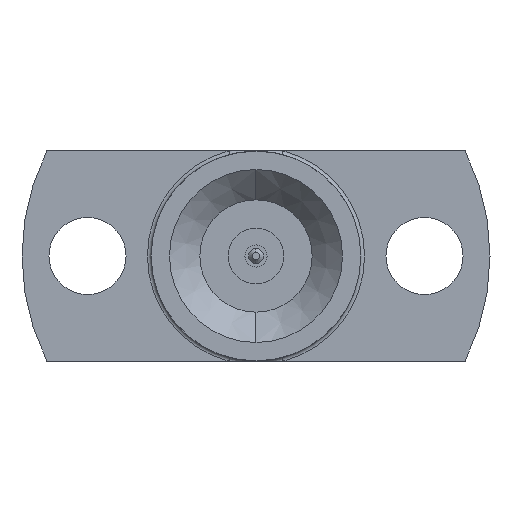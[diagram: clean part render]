
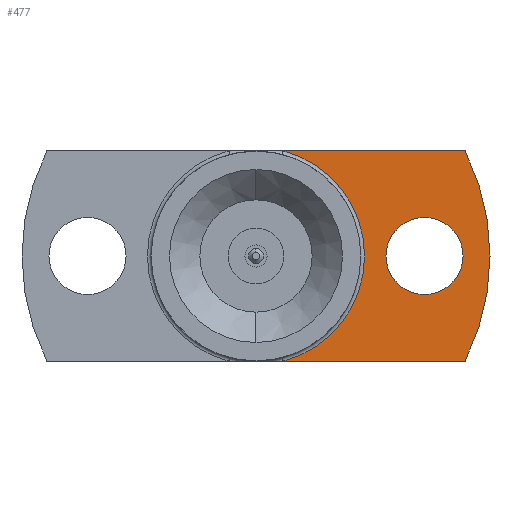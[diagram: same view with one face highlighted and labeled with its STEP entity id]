
A CAD part, left-side view. The second image highlights one B-rep face of the part: STEP entity #477.
In plain terms, the highlighted planar face has unit normal (-1, 0, 0).
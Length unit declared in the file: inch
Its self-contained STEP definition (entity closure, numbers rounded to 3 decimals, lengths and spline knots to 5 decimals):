
#46 = EDGE_CURVE ( 'NONE', #1074, #1309, #1301, .T. ) ;
#84 = CARTESIAN_POINT ( 'NONE',  ( 0.165, -0.225, 0. ) ) ;
#108 = CARTESIAN_POINT ( 'NONE',  ( 0.165, 0.14, 0. ) ) ;
#140 = VERTEX_POINT ( 'NONE', #714 ) ;
#201 = CARTESIAN_POINT ( 'NONE',  ( 0.165, -0.03584, -0.1405 ) ) ;
#252 = LINE ( 'NONE', #361, #297 ) ;
#297 = VECTOR ( 'NONE', #1167, 39.37008 ) ;
#357 = DIRECTION ( 'NONE',  ( 1., 0., 0. ) ) ;
#361 = CARTESIAN_POINT ( 'NONE',  ( 0.165, 0.14, -0.1405 ) ) ;
#366 = CARTESIAN_POINT ( 'NONE',  ( 0.165, 0., 0. ) ) ;
#387 = CARTESIAN_POINT ( 'NONE',  ( 0.165, -0.27913, 0.1405 ) ) ;
#396 = ORIENTED_EDGE ( 'NONE', *, *, #3301, .F. ) ;
#477 = ADVANCED_FACE ( 'NONE', ( #2983, #1372 ), #2750, .F. ) ;
#508 = ORIENTED_EDGE ( 'NONE', *, *, #3266, .T. ) ;
#589 = EDGE_CURVE ( 'NONE', #140, #1108, #1614, .T. ) ;
#713 = AXIS2_PLACEMENT_3D ( 'NONE', #1178, #2246, #2501 ) ;
#714 = CARTESIAN_POINT ( 'NONE',  ( 0.165, -0.225, -0.0515 ) ) ;
#801 = CIRCLE ( 'NONE', #2534, 0.145 ) ;
#816 = EDGE_LOOP ( 'NONE', ( #1381, #3085 ) ) ;
#919 = DIRECTION ( 'NONE',  ( -1., 0., 0. ) ) ;
#960 = VECTOR ( 'NONE', #1706, 39.37008 ) ;
#1007 = CARTESIAN_POINT ( 'NONE',  ( 0.165, -0.225, 0.0515 ) ) ;
#1074 = VERTEX_POINT ( 'NONE', #2055 ) ;
#1105 = ORIENTED_EDGE ( 'NONE', *, *, #46, .T. ) ;
#1108 = VERTEX_POINT ( 'NONE', #1007 ) ;
#1158 = AXIS2_PLACEMENT_3D ( 'NONE', #84, #919, #1691 ) ;
#1167 = DIRECTION ( 'NONE',  ( 0., 1., 0. ) ) ;
#1178 = CARTESIAN_POINT ( 'NONE',  ( 0.165, 0., 0. ) ) ;
#1215 = CARTESIAN_POINT ( 'NONE',  ( 0.165, -0.03584, 0.1405 ) ) ;
#1301 = CIRCLE ( 'NONE', #713, 0.3125 ) ;
#1307 = EDGE_CURVE ( 'NONE', #1074, #2330, #252, .T. ) ;
#1309 = VERTEX_POINT ( 'NONE', #387 ) ;
#1356 = VERTEX_POINT ( 'NONE', #1215 ) ;
#1372 = FACE_OUTER_BOUND ( 'NONE', #2371, .T. ) ;
#1381 = ORIENTED_EDGE ( 'NONE', *, *, #2802, .F. ) ;
#1614 = CIRCLE ( 'NONE', #2809, 0.0515 ) ;
#1668 = DIRECTION ( 'NONE',  ( 1., 0., 0. ) ) ;
#1691 = DIRECTION ( 'NONE',  ( 0., 0., 1. ) ) ;
#1706 = DIRECTION ( 'NONE',  ( 0., -1., 0. ) ) ;
#2055 = CARTESIAN_POINT ( 'NONE',  ( 0.165, -0.27913, -0.1405 ) ) ;
#2142 = DIRECTION ( 'NONE',  ( 0., 0., 1. ) ) ;
#2246 = DIRECTION ( 'NONE',  ( -1., 0., 0. ) ) ;
#2330 = VERTEX_POINT ( 'NONE', #201 ) ;
#2371 = EDGE_LOOP ( 'NONE', ( #396, #508, #2743, #1105 ) ) ;
#2475 = CARTESIAN_POINT ( 'NONE',  ( 0.165, 0.14, 0.1405 ) ) ;
#2501 = DIRECTION ( 'NONE',  ( 0., 0., 1. ) ) ;
#2534 = AXIS2_PLACEMENT_3D ( 'NONE', #366, #357, #2776 ) ;
#2604 = LINE ( 'NONE', #2475, #960 ) ;
#2656 = AXIS2_PLACEMENT_3D ( 'NONE', #108, #1668, #3007 ) ;
#2743 = ORIENTED_EDGE ( 'NONE', *, *, #1307, .F. ) ;
#2750 = PLANE ( 'NONE',  #2656 ) ;
#2776 = DIRECTION ( 'NONE',  ( 0., 0., -1. ) ) ;
#2802 = EDGE_CURVE ( 'NONE', #1108, #140, #2948, .T. ) ;
#2809 = AXIS2_PLACEMENT_3D ( 'NONE', #2967, #3217, #2142 ) ;
#2948 = CIRCLE ( 'NONE', #1158, 0.0515 ) ;
#2967 = CARTESIAN_POINT ( 'NONE',  ( 0.165, -0.225, 0. ) ) ;
#2983 = FACE_BOUND ( 'NONE', #816, .T. ) ;
#3007 = DIRECTION ( 'NONE',  ( 0., 0., -1. ) ) ;
#3085 = ORIENTED_EDGE ( 'NONE', *, *, #589, .F. ) ;
#3217 = DIRECTION ( 'NONE',  ( -1., 0., 0. ) ) ;
#3266 = EDGE_CURVE ( 'NONE', #1356, #2330, #801, .T. ) ;
#3301 = EDGE_CURVE ( 'NONE', #1356, #1309, #2604, .T. ) ;
